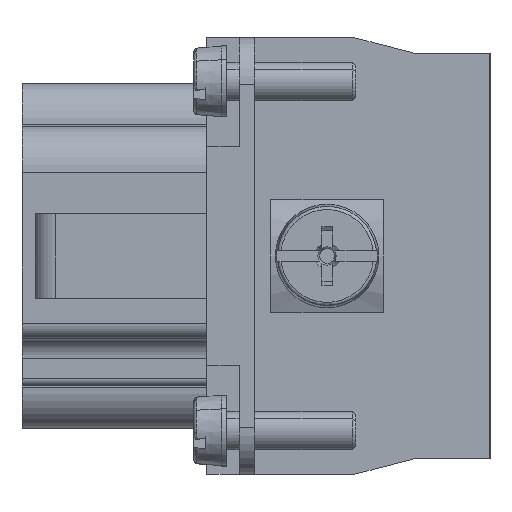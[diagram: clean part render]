
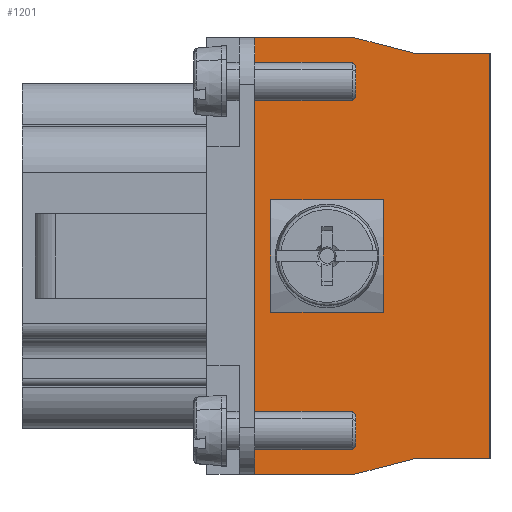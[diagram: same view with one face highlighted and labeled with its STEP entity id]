
A CAD part, left-side view. The second image highlights one B-rep face of the part: STEP entity #1201.
In plain terms, the highlighted planar face has unit normal (-1, 0, 0).
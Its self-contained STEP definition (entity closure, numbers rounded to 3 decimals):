
#1201=ADVANCED_FACE('',(#2864,#2865),#1932,.T.);
#1932=PLANE('',#11930);
#2309=CIRCLE('',#11929,2.);
#2864=FACE_BOUND('',#3276,.T.);
#2865=FACE_BOUND('',#3277,.T.);
#3276=EDGE_LOOP('',(#4259,#4260,#4261,#4262,#4263,#4264,#4265,#4266));
#3277=EDGE_LOOP('',(#4267));
#4259=ORIENTED_EDGE('',*,*,#8591,.F.);
#4260=ORIENTED_EDGE('',*,*,#8592,.T.);
#4261=ORIENTED_EDGE('',*,*,#8593,.T.);
#4262=ORIENTED_EDGE('',*,*,#8594,.F.);
#4263=ORIENTED_EDGE('',*,*,#8595,.T.);
#4264=ORIENTED_EDGE('',*,*,#8596,.F.);
#4265=ORIENTED_EDGE('',*,*,#8597,.T.);
#4266=ORIENTED_EDGE('',*,*,#8598,.F.);
#4267=ORIENTED_EDGE('',*,*,#8599,.T.);
#7465=VERTEX_POINT('',#16652);
#7466=VERTEX_POINT('',#16653);
#7467=VERTEX_POINT('',#16655);
#7468=VERTEX_POINT('',#16657);
#7469=VERTEX_POINT('',#16659);
#7470=VERTEX_POINT('',#16661);
#7471=VERTEX_POINT('',#16663);
#7472=VERTEX_POINT('',#16665);
#7473=VERTEX_POINT('',#16668);
#8591=EDGE_CURVE('',#7465,#7466,#10194,.T.);
#8592=EDGE_CURVE('',#7465,#7467,#10195,.T.);
#8593=EDGE_CURVE('',#7467,#7468,#10196,.T.);
#8594=EDGE_CURVE('',#7469,#7468,#10197,.T.);
#8595=EDGE_CURVE('',#7469,#7470,#10198,.T.);
#8596=EDGE_CURVE('',#7471,#7470,#10199,.T.);
#8597=EDGE_CURVE('',#7471,#7472,#10200,.T.);
#8598=EDGE_CURVE('',#7466,#7472,#10201,.T.);
#8599=EDGE_CURVE('',#7473,#7473,#2309,.T.);
#10194=LINE('',#16651,#11061);
#10195=LINE('',#16654,#11062);
#10196=LINE('',#16656,#11063);
#10197=LINE('',#16658,#11064);
#10198=LINE('',#16660,#11065);
#10199=LINE('',#16662,#11066);
#10200=LINE('',#16664,#11067);
#10201=LINE('',#16666,#11068);
#11061=VECTOR('',#13215,1.);
#11062=VECTOR('',#13216,1.);
#11063=VECTOR('',#13217,1.);
#11064=VECTOR('',#13218,1.);
#11065=VECTOR('',#13219,1.);
#11066=VECTOR('',#13220,1.);
#11067=VECTOR('',#13221,1.);
#11068=VECTOR('',#13222,1.);
#11929=AXIS2_PLACEMENT_3D('',#16667,#13223,#13224);
#11930=AXIS2_PLACEMENT_3D('',#16669,#13225,#13226);
#13215=DIRECTION('',(0.,0.,1.));
#13216=DIRECTION('',(0.,-1.,0.));
#13217=DIRECTION('',(0.,-0.968,0.25));
#13218=DIRECTION('',(0.,1.,0.));
#13219=DIRECTION('',(0.,0.,1.));
#13220=DIRECTION('',(0.,-1.,0.));
#13221=DIRECTION('',(0.,0.968,0.25));
#13222=DIRECTION('',(0.,-1.,0.));
#13223=DIRECTION('',(1.,0.,0.));
#13224=DIRECTION('',(0.,0.,1.));
#13225=DIRECTION('',(-1.,0.,0.));
#13226=DIRECTION('',(0.,0.,1.));
#16651=CARTESIAN_POINT('',(-64.886,-1.788,-2.558));
#16652=CARTESIAN_POINT('',(-64.886,-1.788,-24.258));
#16653=CARTESIAN_POINT('',(-64.886,-1.788,9.542));
#16654=CARTESIAN_POINT('',(-64.886,-3.188,-24.258));
#16655=CARTESIAN_POINT('',(-64.886,-9.448,-24.258));
#16656=CARTESIAN_POINT('',(-64.886,-11.188,-23.808));
#16657=CARTESIAN_POINT('',(-64.886,-14.088,-23.058));
#16658=CARTESIAN_POINT('',(-64.886,1.912,-23.058));
#16659=CARTESIAN_POINT('',(-64.886,-19.988,-23.058));
#16660=CARTESIAN_POINT('',(-64.886,-19.988,-23.058));
#16661=CARTESIAN_POINT('',(-64.886,-19.988,8.342));
#16662=CARTESIAN_POINT('',(-64.886,1.912,8.342));
#16663=CARTESIAN_POINT('',(-64.886,-14.088,8.342));
#16664=CARTESIAN_POINT('',(-64.886,-14.088,8.342));
#16665=CARTESIAN_POINT('',(-64.886,-9.448,9.542));
#16666=CARTESIAN_POINT('',(-64.886,-0.588,9.542));
#16667=CARTESIAN_POINT('',(-64.886,-7.388,-7.358));
#16668=CARTESIAN_POINT('',(-64.886,-7.388,-5.358));
#16669=CARTESIAN_POINT('',(-64.886,-0.588,9.542));
